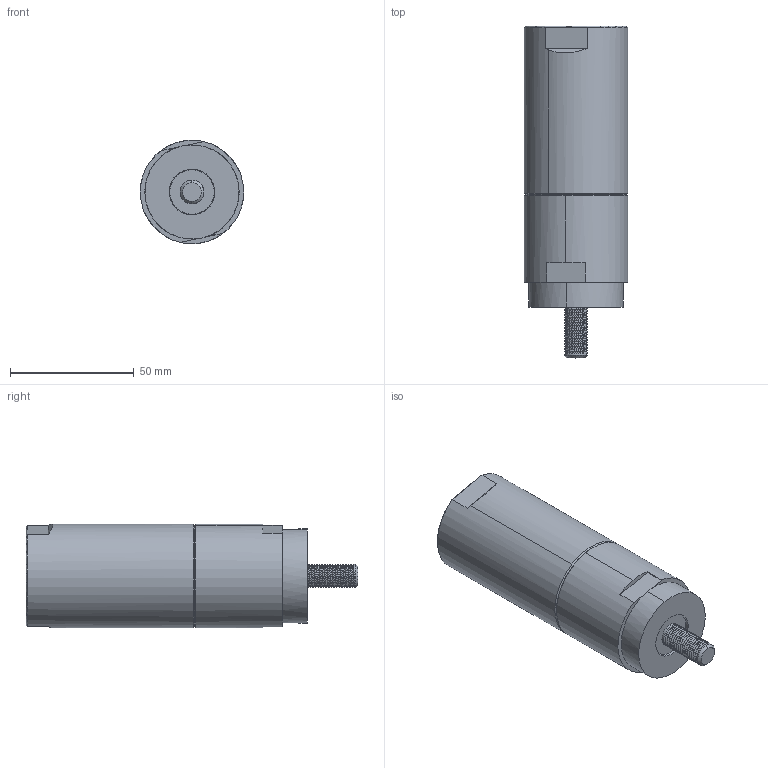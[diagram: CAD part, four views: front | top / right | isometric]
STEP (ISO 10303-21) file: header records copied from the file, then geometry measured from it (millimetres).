
FILE_DESCRIPTION (( 'STEP AP214' ), '1' );
FILE_NAME ('OSM55-300LV.STEP', '2022-01-25T22:30:28', ( '' ), ( '' ), 'SwSTEP 2.0', 'SolidWorks 2021', '' );
FILE_SCHEMA (( 'AUTOMOTIVE_DESIGN' ));
Length unit declared in the file: millimetre
Products named in the file (1): OSM55-300LV
Bounding box: 41.75 x 134 x 41.75 mm (x, y, z)
Surface area: 21705.9 mm2 (no closed solid volume)
Topology: 0 solids, 4 shells, 96 faces, 283 edges, 191 vertices
Faces by surface type: cylinder 55, plane 28, cone 10, bspline 3
Entity records: 7057 total; most frequent: CARTESIAN_POINT 3674, ORIENTED_EDGE 522, DIRECTION 435, EDGE_CURVE 283, VERTEX_POINT 191, AXIS2_PLACEMENT_3D 162, VECTOR 111, LINE 111
